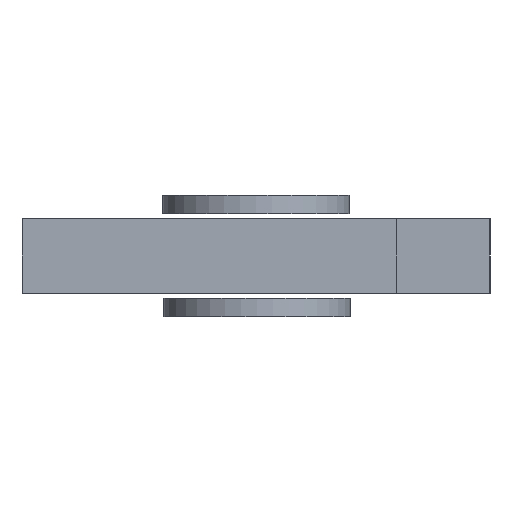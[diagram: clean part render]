
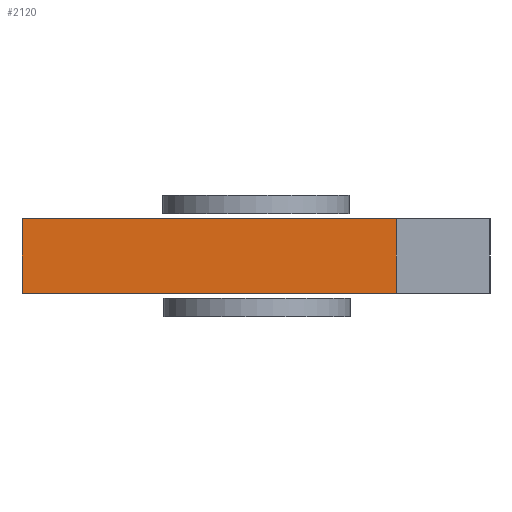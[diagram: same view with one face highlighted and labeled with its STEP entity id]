
A CAD part, left-side view. The second image highlights one B-rep face of the part: STEP entity #2120.
In plain terms, the highlighted planar face has unit normal (-1, 0, 0).
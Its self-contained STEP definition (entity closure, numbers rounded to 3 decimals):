
#822 = PLANE('',#823);
#823 = AXIS2_PLACEMENT_3D('',#824,#825,#826);
#824 = CARTESIAN_POINT('',(107.495,-102.327,0.));
#825 = DIRECTION('',(0.,0.,1.));
#826 = DIRECTION('',(1.,0.,0.));
#878 = PLANE('',#879);
#879 = AXIS2_PLACEMENT_3D('',#880,#881,#882);
#880 = CARTESIAN_POINT('',(107.495,-102.327,0.8));
#881 = DIRECTION('',(0.,0.,1.));
#882 = DIRECTION('',(1.,0.,0.));
#1252 = VERTEX_POINT('',#1253);
#1253 = CARTESIAN_POINT('',(101.55,-100.,0.));
#1267 = PLANE('',#1268);
#1268 = AXIS2_PLACEMENT_3D('',#1269,#1270,#1271);
#1269 = CARTESIAN_POINT('',(113.44,-100.,0.));
#1270 = DIRECTION('',(0.,-1.,0.));
#1271 = DIRECTION('',(-1.,0.,0.));
#1279 = EDGE_CURVE('',#1252,#1280,#1282,.T.);
#1280 = VERTEX_POINT('',#1281);
#1281 = CARTESIAN_POINT('',(101.55,-104.,0.));
#1282 = SURFACE_CURVE('',#1283,(#1287,#1294),.PCURVE_S1.);
#1283 = LINE('',#1284,#1285);
#1284 = CARTESIAN_POINT('',(101.55,-100.,0.));
#1285 = VECTOR('',#1286,1.);
#1286 = DIRECTION('',(0.,-1.,0.));
#1287 = PCURVE('',#822,#1288);
#1288 = DEFINITIONAL_REPRESENTATION('',(#1289),#1293);
#1289 = LINE('',#1290,#1291);
#1290 = CARTESIAN_POINT('',(-5.945,2.327));
#1291 = VECTOR('',#1292,1.);
#1292 = DIRECTION('',(0.,-1.));
#1293 = ( GEOMETRIC_REPRESENTATION_CONTEXT(2) 
PARAMETRIC_REPRESENTATION_CONTEXT() REPRESENTATION_CONTEXT('2D SPACE',''
  ) );
#1294 = PCURVE('',#1295,#1300);
#1295 = PLANE('',#1296);
#1296 = AXIS2_PLACEMENT_3D('',#1297,#1298,#1299);
#1297 = CARTESIAN_POINT('',(101.55,-100.,0.));
#1298 = DIRECTION('',(1.,0.,0.));
#1299 = DIRECTION('',(0.,-1.,0.));
#1300 = DEFINITIONAL_REPRESENTATION('',(#1301),#1305);
#1301 = LINE('',#1302,#1303);
#1302 = CARTESIAN_POINT('',(0.,0.));
#1303 = VECTOR('',#1304,1.);
#1304 = DIRECTION('',(1.,0.));
#1305 = ( GEOMETRIC_REPRESENTATION_CONTEXT(2) 
PARAMETRIC_REPRESENTATION_CONTEXT() REPRESENTATION_CONTEXT('2D SPACE',''
  ) );
#1323 = PLANE('',#1324);
#1324 = AXIS2_PLACEMENT_3D('',#1325,#1326,#1327);
#1325 = CARTESIAN_POINT('',(101.55,-104.,0.));
#1326 = DIRECTION('',(0.,1.,0.));
#1327 = DIRECTION('',(1.,0.,0.));
#1757 = VERTEX_POINT('',#1758);
#1758 = CARTESIAN_POINT('',(101.55,-100.,0.8));
#1779 = EDGE_CURVE('',#1757,#1780,#1782,.T.);
#1780 = VERTEX_POINT('',#1781);
#1781 = CARTESIAN_POINT('',(101.55,-104.,0.8));
#1782 = SURFACE_CURVE('',#1783,(#1787,#1794),.PCURVE_S1.);
#1783 = LINE('',#1784,#1785);
#1784 = CARTESIAN_POINT('',(101.55,-100.,0.8));
#1785 = VECTOR('',#1786,1.);
#1786 = DIRECTION('',(0.,-1.,0.));
#1787 = PCURVE('',#878,#1788);
#1788 = DEFINITIONAL_REPRESENTATION('',(#1789),#1793);
#1789 = LINE('',#1790,#1791);
#1790 = CARTESIAN_POINT('',(-5.945,2.327));
#1791 = VECTOR('',#1792,1.);
#1792 = DIRECTION('',(0.,-1.));
#1793 = ( GEOMETRIC_REPRESENTATION_CONTEXT(2) 
PARAMETRIC_REPRESENTATION_CONTEXT() REPRESENTATION_CONTEXT('2D SPACE',''
  ) );
#1794 = PCURVE('',#1295,#1795);
#1795 = DEFINITIONAL_REPRESENTATION('',(#1796),#1800);
#1796 = LINE('',#1797,#1798);
#1797 = CARTESIAN_POINT('',(0.,-0.8));
#1798 = VECTOR('',#1799,1.);
#1799 = DIRECTION('',(1.,0.));
#1800 = ( GEOMETRIC_REPRESENTATION_CONTEXT(2) 
PARAMETRIC_REPRESENTATION_CONTEXT() REPRESENTATION_CONTEXT('2D SPACE',''
  ) );
#2097 = EDGE_CURVE('',#1280,#1780,#2098,.T.);
#2098 = SURFACE_CURVE('',#2099,(#2103,#2110),.PCURVE_S1.);
#2099 = LINE('',#2100,#2101);
#2100 = CARTESIAN_POINT('',(101.55,-104.,0.));
#2101 = VECTOR('',#2102,1.);
#2102 = DIRECTION('',(0.,0.,1.));
#2103 = PCURVE('',#1323,#2104);
#2104 = DEFINITIONAL_REPRESENTATION('',(#2105),#2109);
#2105 = LINE('',#2106,#2107);
#2106 = CARTESIAN_POINT('',(0.,0.));
#2107 = VECTOR('',#2108,1.);
#2108 = DIRECTION('',(0.,-1.));
#2109 = ( GEOMETRIC_REPRESENTATION_CONTEXT(2) 
PARAMETRIC_REPRESENTATION_CONTEXT() REPRESENTATION_CONTEXT('2D SPACE',''
  ) );
#2110 = PCURVE('',#1295,#2111);
#2111 = DEFINITIONAL_REPRESENTATION('',(#2112),#2116);
#2112 = LINE('',#2113,#2114);
#2113 = CARTESIAN_POINT('',(4.,0.));
#2114 = VECTOR('',#2115,1.);
#2115 = DIRECTION('',(0.,-1.));
#2116 = ( GEOMETRIC_REPRESENTATION_CONTEXT(2) 
PARAMETRIC_REPRESENTATION_CONTEXT() REPRESENTATION_CONTEXT('2D SPACE',''
  ) );
#2120 = ADVANCED_FACE('',(#2121),#1295,.F.);
#2121 = FACE_BOUND('',#2122,.F.);
#2122 = EDGE_LOOP('',(#2123,#2144,#2145,#2146));
#2123 = ORIENTED_EDGE('',*,*,#2124,.T.);
#2124 = EDGE_CURVE('',#1252,#1757,#2125,.T.);
#2125 = SURFACE_CURVE('',#2126,(#2130,#2137),.PCURVE_S1.);
#2126 = LINE('',#2127,#2128);
#2127 = CARTESIAN_POINT('',(101.55,-100.,0.));
#2128 = VECTOR('',#2129,1.);
#2129 = DIRECTION('',(0.,0.,1.));
#2130 = PCURVE('',#1295,#2131);
#2131 = DEFINITIONAL_REPRESENTATION('',(#2132),#2136);
#2132 = LINE('',#2133,#2134);
#2133 = CARTESIAN_POINT('',(0.,0.));
#2134 = VECTOR('',#2135,1.);
#2135 = DIRECTION('',(0.,-1.));
#2136 = ( GEOMETRIC_REPRESENTATION_CONTEXT(2) 
PARAMETRIC_REPRESENTATION_CONTEXT() REPRESENTATION_CONTEXT('2D SPACE',''
  ) );
#2137 = PCURVE('',#1267,#2138);
#2138 = DEFINITIONAL_REPRESENTATION('',(#2139),#2143);
#2139 = LINE('',#2140,#2141);
#2140 = CARTESIAN_POINT('',(11.89,0.));
#2141 = VECTOR('',#2142,1.);
#2142 = DIRECTION('',(0.,-1.));
#2143 = ( GEOMETRIC_REPRESENTATION_CONTEXT(2) 
PARAMETRIC_REPRESENTATION_CONTEXT() REPRESENTATION_CONTEXT('2D SPACE',''
  ) );
#2144 = ORIENTED_EDGE('',*,*,#1779,.T.);
#2145 = ORIENTED_EDGE('',*,*,#2097,.F.);
#2146 = ORIENTED_EDGE('',*,*,#1279,.F.);
